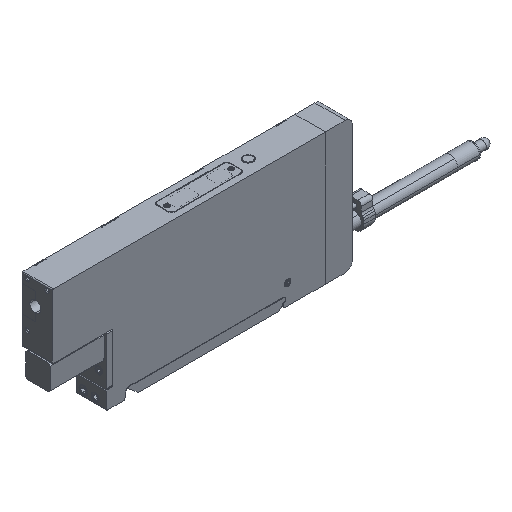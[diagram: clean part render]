
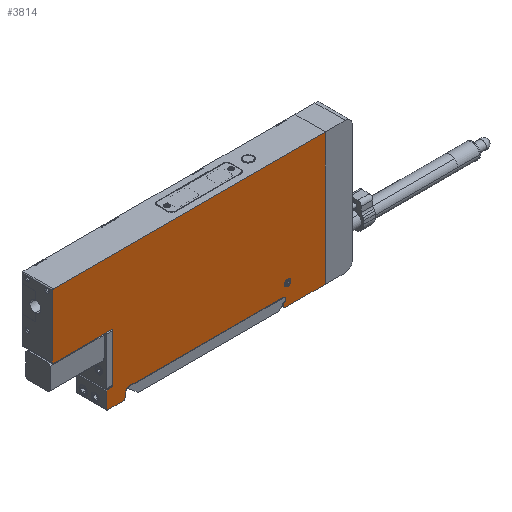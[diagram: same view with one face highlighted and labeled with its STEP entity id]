
A CAD part, isometric view. The second image highlights one B-rep face of the part: STEP entity #3814.
In plain terms, the highlighted planar face has unit normal (0, -1, 0).
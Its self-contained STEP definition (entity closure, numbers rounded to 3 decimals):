
#816 = VERTEX_POINT('',#817);
#817 = CARTESIAN_POINT('',(46.15,-14.375,
    125.5));
#823 = EDGE_CURVE('',#824,#816,#826,.T.);
#824 = VERTEX_POINT('',#825);
#825 = CARTESIAN_POINT('',(46.15,-14.375,
    129.1));
#826 = CIRCLE('',#827,1.8);
#827 = AXIS2_PLACEMENT_3D('',#828,#829,#830);
#828 = CARTESIAN_POINT('',(46.15,-14.375,127.3));
#829 = DIRECTION('',(0.,-1.,0.));
#830 = DIRECTION('',(0.,0.,-1.));
#1311 = EDGE_CURVE('',#816,#824,#1312,.T.);
#1312 = CIRCLE('',#1313,1.8);
#1313 = AXIS2_PLACEMENT_3D('',#1314,#1315,#1316);
#1314 = CARTESIAN_POINT('',(46.15,-14.375,127.3));
#1315 = DIRECTION('',(0.,-1.,0.));
#1316 = DIRECTION('',(0.,0.,-1.));
#2612 = EDGE_CURVE('',#2613,#2615,#2617,.T.);
#2613 = VERTEX_POINT('',#2614);
#2614 = CARTESIAN_POINT('',(-85.75,-14.375,189.5));
#2615 = VERTEX_POINT('',#2616);
#2616 = CARTESIAN_POINT('',(-85.25,-14.375,190.));
#2617 = CIRCLE('',#2618,0.5);
#2618 = AXIS2_PLACEMENT_3D('',#2619,#2620,#2621);
#2619 = CARTESIAN_POINT('',(-85.25,-14.375,189.5));
#2620 = DIRECTION('',(-0.,1.,0.));
#2621 = DIRECTION('',(0.,0.,-1.));
#2645 = EDGE_CURVE('',#2615,#2646,#2648,.T.);
#2646 = VERTEX_POINT('',#2647);
#2647 = CARTESIAN_POINT('',(67.25,-14.375,190.));
#2648 = LINE('',#2649,#2650);
#2649 = CARTESIAN_POINT('',(-9.25,-14.375,190.));
#2650 = VECTOR('',#2651,1.);
#2651 = DIRECTION('',(1.,0.,-0.));
#2737 = EDGE_CURVE('',#2738,#2740,#2742,.T.);
#2738 = VERTEX_POINT('',#2739);
#2739 = CARTESIAN_POINT('',(44.69,-14.375,
    118.639));
#2740 = VERTEX_POINT('',#2741);
#2741 = CARTESIAN_POINT('',(43.629,-14.375,121.2));
#2742 = CIRCLE('',#2743,1.5);
#2743 = AXIS2_PLACEMENT_3D('',#2744,#2745,#2746);
#2744 = CARTESIAN_POINT('',(43.629,-14.375,119.7));
#2745 = DIRECTION('',(0.,-1.,0.));
#2746 = DIRECTION('',(0.,0.,-1.));
#2782 = VERTEX_POINT('',#2783);
#2783 = CARTESIAN_POINT('',(-39.25,-14.375,121.2));
#2796 = EDGE_CURVE('',#2740,#2782,#2797,.T.);
#2797 = LINE('',#2798,#2799);
#2798 = CARTESIAN_POINT('',(-9.25,-14.375,121.2));
#2799 = VECTOR('',#2800,1.);
#2800 = DIRECTION('',(-1.,-0.,0.));
#2883 = VERTEX_POINT('',#2884);
#2884 = CARTESIAN_POINT('',(-45.25,-14.375,116.));
#2892 = EDGE_CURVE('',#2883,#2893,#2895,.T.);
#2893 = VERTEX_POINT('',#2894);
#2894 = CARTESIAN_POINT('',(-54.75,-14.375,116.));
#2895 = LINE('',#2896,#2897);
#2896 = CARTESIAN_POINT('',(-9.25,-14.375,116.));
#2897 = VECTOR('',#2898,1.);
#2898 = DIRECTION('',(-1.,-0.,0.));
#2922 = EDGE_CURVE('',#2893,#2923,#2925,.T.);
#2923 = VERTEX_POINT('',#2924);
#2924 = CARTESIAN_POINT('',(-55.25,-14.375,116.5));
#2925 = CIRCLE('',#2926,0.5);
#2926 = AXIS2_PLACEMENT_3D('',#2927,#2928,#2929);
#2927 = CARTESIAN_POINT('',(-54.75,-14.375,116.5));
#2928 = DIRECTION('',(-0.,1.,0.));
#2929 = DIRECTION('',(0.,0.,-1.));
#3042 = EDGE_CURVE('',#3043,#3045,#3047,.T.);
#3043 = VERTEX_POINT('',#3044);
#3044 = CARTESIAN_POINT('',(-51.75,-14.375,153.8));
#3045 = VERTEX_POINT('',#3046);
#3046 = CARTESIAN_POINT('',(-85.25,-14.375,153.8));
#3047 = LINE('',#3048,#3049);
#3048 = CARTESIAN_POINT('',(-9.25,-14.375,153.8));
#3049 = VECTOR('',#3050,1.);
#3050 = DIRECTION('',(-1.,-0.,0.));
#3102 = EDGE_CURVE('',#3103,#3043,#3105,.T.);
#3103 = VERTEX_POINT('',#3104);
#3104 = CARTESIAN_POINT('',(-51.75,-14.375,125.8));
#3105 = LINE('',#3106,#3107);
#3106 = CARTESIAN_POINT('',(-51.75,-14.375,153.));
#3107 = VECTOR('',#3108,1.);
#3108 = DIRECTION('',(0.,-0.,1.));
#3214 = VERTEX_POINT('',#3215);
#3215 = CARTESIAN_POINT('',(-54.75,-14.375,125.8));
#3223 = EDGE_CURVE('',#3214,#3103,#3224,.T.);
#3224 = LINE('',#3225,#3226);
#3225 = CARTESIAN_POINT('',(-9.25,-14.375,125.8));
#3226 = VECTOR('',#3227,1.);
#3227 = DIRECTION('',(1.,0.,-0.));
#3247 = VERTEX_POINT('',#3248);
#3248 = CARTESIAN_POINT('',(-55.25,-14.375,125.3));
#3254 = EDGE_CURVE('',#3214,#3247,#3255,.T.);
#3255 = LINE('',#3256,#3257);
#3256 = CARTESIAN_POINT('',(-54.75,-14.375,125.8));
#3257 = VECTOR('',#3258,1.);
#3258 = DIRECTION('',(-0.707,0.,-0.707));
#3326 = EDGE_CURVE('',#2923,#3247,#3327,.T.);
#3327 = LINE('',#3328,#3329);
#3328 = CARTESIAN_POINT('',(-55.25,-14.375,153.));
#3329 = VECTOR('',#3330,1.);
#3330 = DIRECTION('',(0.,-0.,1.));
#3706 = VERTEX_POINT('',#3707);
#3707 = CARTESIAN_POINT('',(-44.466,-14.375,
    120.078));
#3713 = EDGE_CURVE('',#3706,#2883,#3714,.T.);
#3714 = LINE('',#3715,#3716);
#3715 = CARTESIAN_POINT('',(-44.466,-14.375,
    120.078));
#3716 = VECTOR('',#3717,1.);
#3717 = DIRECTION('',(-0.189,0.,-0.982));
#3734 = EDGE_CURVE('',#3735,#3706,#3737,.T.);
#3735 = VERTEX_POINT('',#3736);
#3736 = CARTESIAN_POINT('',(-42.502,-14.375,121.7));
#3737 = CIRCLE('',#3738,2.);
#3738 = AXIS2_PLACEMENT_3D('',#3739,#3740,#3741);
#3739 = CARTESIAN_POINT('',(-42.502,-14.375,119.7));
#3740 = DIRECTION('',(0.,-1.,0.));
#3741 = DIRECTION('',(0.,0.,-1.));
#3760 = VERTEX_POINT('',#3761);
#3761 = CARTESIAN_POINT('',(-40.573,-14.375,121.7));
#3769 = EDGE_CURVE('',#3760,#3735,#3770,.T.);
#3770 = LINE('',#3771,#3772);
#3771 = CARTESIAN_POINT('',(-9.25,-14.375,121.7));
#3772 = VECTOR('',#3773,1.);
#3773 = DIRECTION('',(-1.,-0.,0.));
#3794 = EDGE_CURVE('',#3760,#2782,#3795,.T.);
#3795 = CIRCLE('',#3796,2.);
#3796 = AXIS2_PLACEMENT_3D('',#3797,#3798,#3799);
#3797 = CARTESIAN_POINT('',(-40.573,-14.375,119.7));
#3798 = DIRECTION('',(0.,1.,-0.));
#3799 = DIRECTION('',(0.,-0.,-1.));
#3814 = ADVANCED_FACE('',(#3815,#3878),#3882,.F.);
#3815 = FACE_BOUND('',#3816,.T.);
#3816 = EDGE_LOOP('',(#3817,#3818,#3819,#3820,#3828,#3837,#3845,#3851,
    #3852,#3853,#3861,#3868,#3869,#3870,#3871,#3872,#3873,#3874,#3875,
    #3876,#3877));
#3817 = ORIENTED_EDGE('',*,*,#3794,.T.);
#3818 = ORIENTED_EDGE('',*,*,#2796,.F.);
#3819 = ORIENTED_EDGE('',*,*,#2737,.F.);
#3820 = ORIENTED_EDGE('',*,*,#3821,.T.);
#3821 = EDGE_CURVE('',#2738,#3822,#3824,.T.);
#3822 = VERTEX_POINT('',#3823);
#3823 = CARTESIAN_POINT('',(44.099,-14.375,
    118.049));
#3824 = LINE('',#3825,#3826);
#3825 = CARTESIAN_POINT('',(42.05,-14.375,116.));
#3826 = VECTOR('',#3827,1.);
#3827 = DIRECTION('',(-0.707,0.,-0.707));
#3828 = ORIENTED_EDGE('',*,*,#3829,.F.);
#3829 = EDGE_CURVE('',#3830,#3822,#3832,.T.);
#3830 = VERTEX_POINT('',#3831);
#3831 = CARTESIAN_POINT('',(44.947,-14.375,116.));
#3832 = CIRCLE('',#3833,1.2);
#3833 = AXIS2_PLACEMENT_3D('',#3834,#3835,#3836);
#3834 = CARTESIAN_POINT('',(44.947,-14.375,117.2));
#3835 = DIRECTION('',(-0.,1.,0.));
#3836 = DIRECTION('',(0.,0.,1.));
#3837 = ORIENTED_EDGE('',*,*,#3838,.F.);
#3838 = EDGE_CURVE('',#3839,#3830,#3841,.T.);
#3839 = VERTEX_POINT('',#3840);
#3840 = CARTESIAN_POINT('',(67.25,-14.375,116.));
#3841 = LINE('',#3842,#3843);
#3842 = CARTESIAN_POINT('',(-9.25,-14.375,116.));
#3843 = VECTOR('',#3844,1.);
#3844 = DIRECTION('',(-1.,-0.,0.));
#3845 = ORIENTED_EDGE('',*,*,#3846,.F.);
#3846 = EDGE_CURVE('',#2646,#3839,#3847,.T.);
#3847 = LINE('',#3848,#3849);
#3848 = CARTESIAN_POINT('',(67.25,-14.375,153.));
#3849 = VECTOR('',#3850,1.);
#3850 = DIRECTION('',(-0.,0.,-1.));
#3851 = ORIENTED_EDGE('',*,*,#2645,.F.);
#3852 = ORIENTED_EDGE('',*,*,#2612,.F.);
#3853 = ORIENTED_EDGE('',*,*,#3854,.F.);
#3854 = EDGE_CURVE('',#3855,#2613,#3857,.T.);
#3855 = VERTEX_POINT('',#3856);
#3856 = CARTESIAN_POINT('',(-85.75,-14.375,154.3));
#3857 = LINE('',#3858,#3859);
#3858 = CARTESIAN_POINT('',(-85.75,-14.375,153.));
#3859 = VECTOR('',#3860,1.);
#3860 = DIRECTION('',(0.,-0.,1.));
#3861 = ORIENTED_EDGE('',*,*,#3862,.F.);
#3862 = EDGE_CURVE('',#3045,#3855,#3863,.T.);
#3863 = CIRCLE('',#3864,0.5);
#3864 = AXIS2_PLACEMENT_3D('',#3865,#3866,#3867);
#3865 = CARTESIAN_POINT('',(-85.25,-14.375,154.3));
#3866 = DIRECTION('',(0.,1.,-0.));
#3867 = DIRECTION('',(0.,0.,1.));
#3868 = ORIENTED_EDGE('',*,*,#3042,.F.);
#3869 = ORIENTED_EDGE('',*,*,#3102,.F.);
#3870 = ORIENTED_EDGE('',*,*,#3223,.F.);
#3871 = ORIENTED_EDGE('',*,*,#3254,.T.);
#3872 = ORIENTED_EDGE('',*,*,#3326,.F.);
#3873 = ORIENTED_EDGE('',*,*,#2922,.F.);
#3874 = ORIENTED_EDGE('',*,*,#2892,.F.);
#3875 = ORIENTED_EDGE('',*,*,#3713,.F.);
#3876 = ORIENTED_EDGE('',*,*,#3734,.F.);
#3877 = ORIENTED_EDGE('',*,*,#3769,.F.);
#3878 = FACE_BOUND('',#3879,.T.);
#3879 = EDGE_LOOP('',(#3880,#3881));
#3880 = ORIENTED_EDGE('',*,*,#1311,.F.);
#3881 = ORIENTED_EDGE('',*,*,#823,.F.);
#3882 = PLANE('',#3883);
#3883 = AXIS2_PLACEMENT_3D('',#3884,#3885,#3886);
#3884 = CARTESIAN_POINT('',(-9.25,-14.375,153.));
#3885 = DIRECTION('',(0.,1.,0.));
#3886 = DIRECTION('',(0.,-0.,1.));
